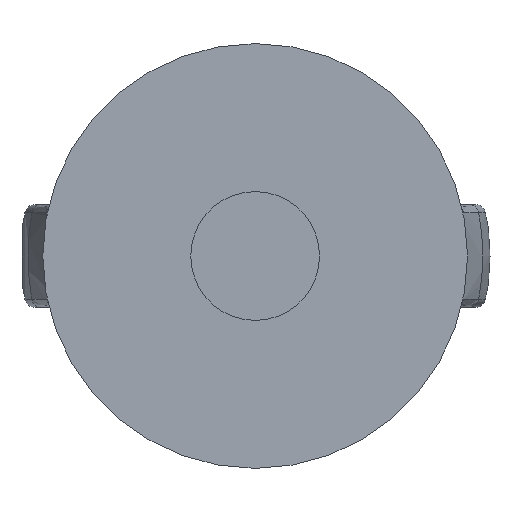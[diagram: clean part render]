
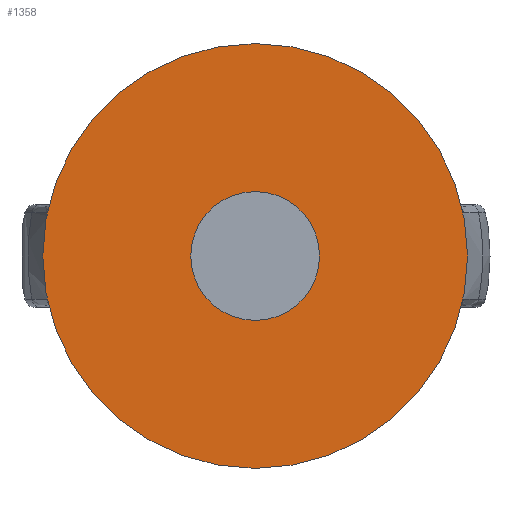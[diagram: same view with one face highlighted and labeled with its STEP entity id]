
A CAD part, front view. The second image highlights one B-rep face of the part: STEP entity #1358.
In plain terms, the highlighted planar face has unit normal (0, -1, 0).
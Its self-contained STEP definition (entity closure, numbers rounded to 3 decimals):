
#1358=ADVANCED_FACE('',(#1810,#1811),#1594,.F.);
#1594=PLANE('',#5207);
#1727=CIRCLE('',#5203,33.);
#1729=CIRCLE('',#5206,10.);
#1810=FACE_BOUND('',#1877,.T.);
#1811=FACE_BOUND('',#1878,.T.);
#1877=EDGE_LOOP('',(#2896));
#1878=EDGE_LOOP('',(#2897));
#2896=ORIENTED_EDGE('',*,*,#4453,.T.);
#2897=ORIENTED_EDGE('',*,*,#4455,.T.);
#4056=VERTEX_POINT('',#6938);
#4058=VERTEX_POINT('',#6943);
#4453=EDGE_CURVE('',#4056,#4056,#1727,.T.);
#4455=EDGE_CURVE('',#4058,#4058,#1729,.T.);
#5203=AXIS2_PLACEMENT_3D('',#6937,#5580,#5581);
#5206=AXIS2_PLACEMENT_3D('',#6942,#5586,#5587);
#5207=AXIS2_PLACEMENT_3D('',#6944,#5588,#5589);
#5580=DIRECTION('',(0.,-1.,0.));
#5581=DIRECTION('',(0.,0.,-1.));
#5586=DIRECTION('',(0.,1.,0.));
#5587=DIRECTION('',(1.,0.,0.));
#5588=DIRECTION('',(0.,1.,0.));
#5589=DIRECTION('',(0.,0.,1.));
#6937=CARTESIAN_POINT('',(0.,0.,0.));
#6938=CARTESIAN_POINT('',(0.,0.,-33.));
#6942=CARTESIAN_POINT('',(0.,0.,0.));
#6943=CARTESIAN_POINT('',(10.,0.,0.));
#6944=CARTESIAN_POINT('',(-33.,0.,0.));
